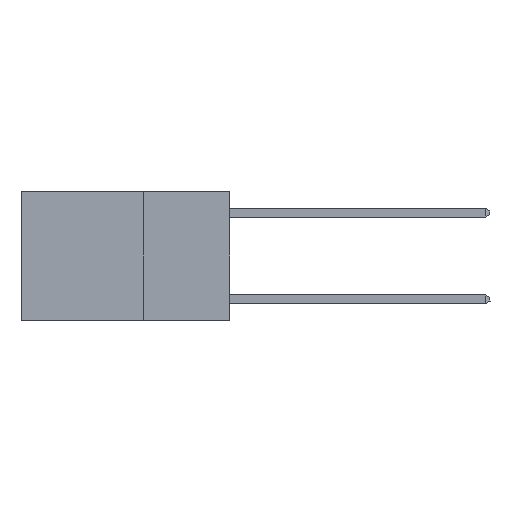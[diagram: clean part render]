
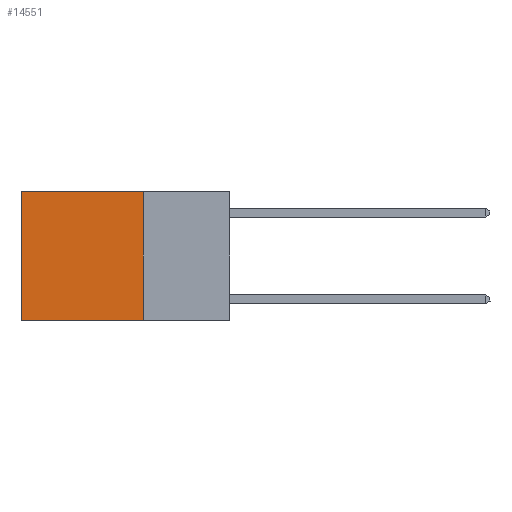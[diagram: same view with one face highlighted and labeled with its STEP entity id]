
A CAD part, left-side view. The second image highlights one B-rep face of the part: STEP entity #14551.
In plain terms, the highlighted planar face has unit normal (-1, 0, 0).
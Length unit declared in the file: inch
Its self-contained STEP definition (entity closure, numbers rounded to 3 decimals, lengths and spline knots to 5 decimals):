
#1086 = DIRECTION ( 'NONE',  ( 0., 1., 0. ) ) ;
#1545 = DIRECTION ( 'NONE',  ( 0., 0., -1. ) ) ;
#1621 = VERTEX_POINT ( 'NONE', #15484 ) ;
#1899 = EDGE_LOOP ( 'NONE', ( #7913, #9929, #15075, #4160 ) ) ;
#2314 = EDGE_CURVE ( 'NONE', #8020, #15262, #8574, .T. ) ;
#3078 = DIRECTION ( 'NONE',  ( 0., 0., -1. ) ) ;
#3211 = DIRECTION ( 'NONE',  ( 0., 0., -1. ) ) ;
#3421 = FACE_OUTER_BOUND ( 'NONE', #1899, .T. ) ;
#4160 = ORIENTED_EDGE ( 'NONE', *, *, #18179, .T. ) ;
#4287 = CARTESIAN_POINT ( 'NONE',  ( 0.2625, 0.25, 0. ) ) ;
#5380 = VERTEX_POINT ( 'NONE', #7283 ) ;
#5388 = LINE ( 'NONE', #9818, #7804 ) ;
#6491 = AXIS2_PLACEMENT_3D ( 'NONE', #11084, #11314, #3078 ) ;
#6620 = VECTOR ( 'NONE', #1545, 39.37008 ) ;
#6838 = LINE ( 'NONE', #9830, #6620 ) ;
#7283 = CARTESIAN_POINT ( 'NONE',  ( 0.2625, 0.6, -0.37 ) ) ;
#7804 = VECTOR ( 'NONE', #16719, 39.37008 ) ;
#7913 = ORIENTED_EDGE ( 'NONE', *, *, #17560, .T. ) ;
#8020 = VERTEX_POINT ( 'NONE', #4287 ) ;
#8364 = VECTOR ( 'NONE', #3211, 39.37008 ) ;
#8574 = LINE ( 'NONE', #15833, #8364 ) ;
#8644 = EDGE_CURVE ( 'NONE', #15262, #5380, #5388, .T. ) ;
#9818 = CARTESIAN_POINT ( 'NONE',  ( 0.2625, 0.25, -0.37 ) ) ;
#9830 = CARTESIAN_POINT ( 'NONE',  ( 0.2625, 0.6, 0. ) ) ;
#9929 = ORIENTED_EDGE ( 'NONE', *, *, #8644, .F. ) ;
#10977 = LINE ( 'NONE', #12303, #11848 ) ;
#11084 = CARTESIAN_POINT ( 'NONE',  ( 0.2625, 0.25, 0. ) ) ;
#11314 = DIRECTION ( 'NONE',  ( 1., 0., 0. ) ) ;
#11848 = VECTOR ( 'NONE', #1086, 39.37008 ) ;
#12303 = CARTESIAN_POINT ( 'NONE',  ( 0.2625, 0.25, 0. ) ) ;
#13142 = CARTESIAN_POINT ( 'NONE',  ( 0.2625, 0.25, -0.37 ) ) ;
#14551 = ADVANCED_FACE ( 'NONE', ( #3421 ), #18132, .F. ) ;
#15075 = ORIENTED_EDGE ( 'NONE', *, *, #2314, .F. ) ;
#15262 = VERTEX_POINT ( 'NONE', #13142 ) ;
#15484 = CARTESIAN_POINT ( 'NONE',  ( 0.2625, 0.6, 0. ) ) ;
#15833 = CARTESIAN_POINT ( 'NONE',  ( 0.2625, 0.25, 0. ) ) ;
#16719 = DIRECTION ( 'NONE',  ( 0., 1., 0. ) ) ;
#17560 = EDGE_CURVE ( 'NONE', #1621, #5380, #6838, .T. ) ;
#18132 = PLANE ( 'NONE',  #6491 ) ;
#18179 = EDGE_CURVE ( 'NONE', #8020, #1621, #10977, .T. ) ;
